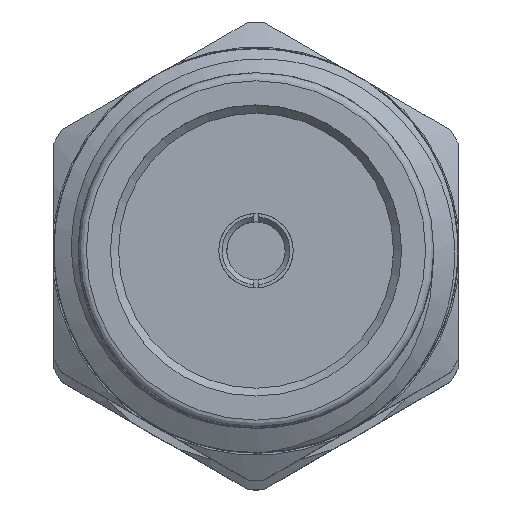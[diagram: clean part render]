
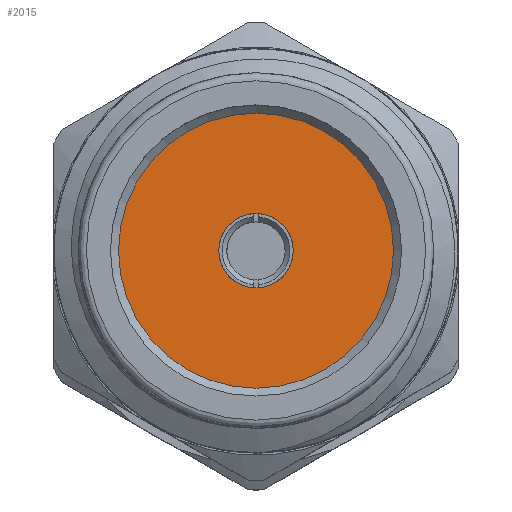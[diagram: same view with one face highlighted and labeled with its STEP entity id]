
A CAD part, top view. The second image highlights one B-rep face of the part: STEP entity #2015.
In plain terms, the highlighted face is planar.
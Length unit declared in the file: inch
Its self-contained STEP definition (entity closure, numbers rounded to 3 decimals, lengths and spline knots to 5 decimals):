
#214 = VERTEX_POINT ( 'NONE', #2425 ) ;
#247 = FACE_OUTER_BOUND ( 'NONE', #1672, .T. ) ;
#437 = AXIS2_PLACEMENT_3D ( 'NONE', #2641, #1356, #868 ) ;
#609 = EDGE_CURVE ( 'NONE', #214, #214, #2479, .T. ) ;
#868 = DIRECTION ( 'NONE',  ( 0., 0., 1. ) ) ;
#997 = EDGE_LOOP ( 'NONE', ( #2911 ) ) ;
#1202 = CARTESIAN_POINT ( 'NONE',  ( 0.075, 0., 0. ) ) ;
#1220 = VERTEX_POINT ( 'NONE', #2704 ) ;
#1237 = PLANE ( 'NONE',  #1377 ) ;
#1264 = FACE_BOUND ( 'NONE', #997, .T. ) ;
#1308 = DIRECTION ( 'NONE',  ( -1., 0., 0. ) ) ;
#1356 = DIRECTION ( 'NONE',  ( -1., 0., 0. ) ) ;
#1377 = AXIS2_PLACEMENT_3D ( 'NONE', #2012, #2609, #2364 ) ;
#1672 = EDGE_LOOP ( 'NONE', ( #2419 ) ) ;
#1813 = AXIS2_PLACEMENT_3D ( 'NONE', #1202, #1308, #2975 ) ;
#2012 = CARTESIAN_POINT ( 'NONE',  ( 0.075, 0., 0. ) ) ;
#2015 = ADVANCED_FACE ( 'NONE', ( #1264, #247 ), #1237, .T. ) ;
#2203 = CIRCLE ( 'NONE', #437, 0.085 ) ;
#2364 = DIRECTION ( 'NONE',  ( 0., 0., 1. ) ) ;
#2419 = ORIENTED_EDGE ( 'NONE', *, *, #2634, .T. ) ;
#2425 = CARTESIAN_POINT ( 'NONE',  ( 0.075, 0., 0.023 ) ) ;
#2479 = CIRCLE ( 'NONE', #1813, 0.023 ) ;
#2609 = DIRECTION ( 'NONE',  ( -1., 0., 0. ) ) ;
#2634 = EDGE_CURVE ( 'NONE', #1220, #1220, #2203, .T. ) ;
#2641 = CARTESIAN_POINT ( 'NONE',  ( 0.075, 0., 0. ) ) ;
#2704 = CARTESIAN_POINT ( 'NONE',  ( 0.075, 0., 0.085 ) ) ;
#2911 = ORIENTED_EDGE ( 'NONE', *, *, #609, .F. ) ;
#2975 = DIRECTION ( 'NONE',  ( 0., 0., 1. ) ) ;
